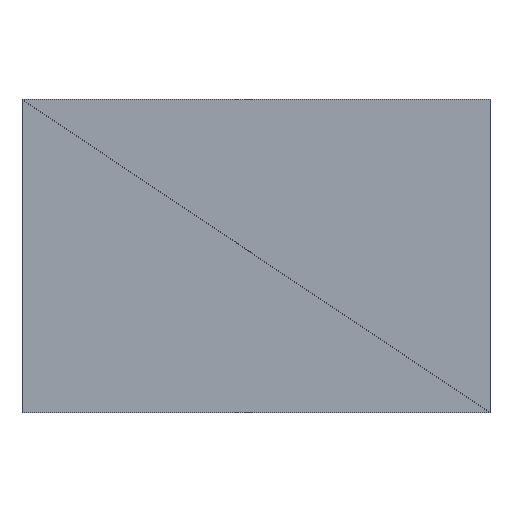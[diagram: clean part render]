
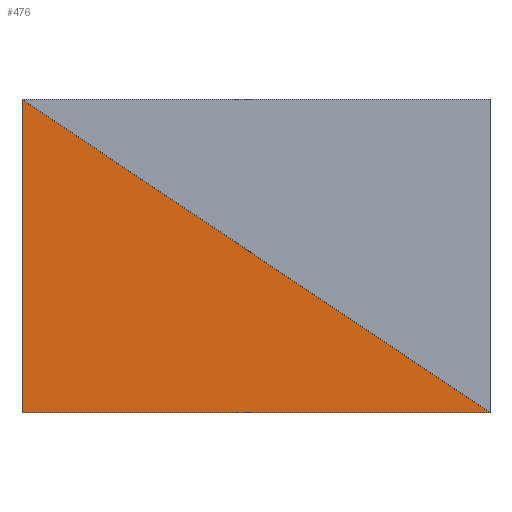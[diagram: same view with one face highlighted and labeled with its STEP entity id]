
A CAD part, left-side view. The second image highlights one B-rep face of the part: STEP entity #476.
In plain terms, the highlighted planar face has unit normal (-1, 0, 0).
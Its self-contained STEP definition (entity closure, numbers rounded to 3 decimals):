
#24 = VERTEX_POINT('',#25);
#25 = CARTESIAN_POINT('',(0.,8.97,6.));
#152 = PLANE('',#153);
#153 = AXIS2_PLACEMENT_3D('',#154,#155,#156);
#154 = CARTESIAN_POINT('',(0.,3.44,4.045));
#155 = DIRECTION('',(-1.,-0.,-0.));
#156 = DIRECTION('',(0.,0.,-1.));
#167 = VERTEX_POINT('',#168);
#168 = CARTESIAN_POINT('',(0.,0.,0.));
#290 = PLANE('',#291);
#291 = AXIS2_PLACEMENT_3D('',#292,#293,#294);
#292 = CARTESIAN_POINT('',(0.61,4.965,0.));
#293 = DIRECTION('',(-0.,-0.,-1.));
#294 = DIRECTION('',(-1.,0.,0.));
#325 = VERTEX_POINT('',#326);
#326 = CARTESIAN_POINT('',(0.,8.97,0.));
#340 = PLANE('',#341);
#341 = AXIS2_PLACEMENT_3D('',#342,#343,#344);
#342 = CARTESIAN_POINT('',(0.641,8.97,2.551)
  );
#343 = DIRECTION('',(0.,1.,0.));
#344 = DIRECTION('',(0.,-0.,1.));
#352 = EDGE_CURVE('',#167,#325,#353,.T.);
#353 = SURFACE_CURVE('',#354,(#358,#365),.PCURVE_S1.);
#354 = LINE('',#355,#356);
#355 = CARTESIAN_POINT('',(0.,0.,0.));
#356 = VECTOR('',#357,1.);
#357 = DIRECTION('',(0.,1.,0.));
#358 = PCURVE('',#290,#359);
#359 = DEFINITIONAL_REPRESENTATION('',(#360),#364);
#360 = LINE('',#361,#362);
#361 = CARTESIAN_POINT('',(0.61,-4.965));
#362 = VECTOR('',#363,1.);
#363 = DIRECTION('',(0.,1.));
#364 = ( GEOMETRIC_REPRESENTATION_CONTEXT(2) 
PARAMETRIC_REPRESENTATION_CONTEXT() REPRESENTATION_CONTEXT('2D SPACE',''
  ) );
#365 = PCURVE('',#366,#371);
#366 = PLANE('',#367);
#367 = AXIS2_PLACEMENT_3D('',#368,#369,#370);
#368 = CARTESIAN_POINT('',(0.,5.53,1.955));
#369 = DIRECTION('',(-1.,-0.,-0.));
#370 = DIRECTION('',(0.,0.,-1.));
#371 = DEFINITIONAL_REPRESENTATION('',(#372),#375);
#372 = B_SPLINE_CURVE_WITH_KNOTS('',1,(#373,#374),.UNSPECIFIED.,.F.,.F.,
  (2,2),(0.,8.97),.PIECEWISE_BEZIER_KNOTS.);
#373 = CARTESIAN_POINT('',(1.955,5.53));
#374 = CARTESIAN_POINT('',(1.955,-3.44));
#375 = ( GEOMETRIC_REPRESENTATION_CONTEXT(2) 
PARAMETRIC_REPRESENTATION_CONTEXT() REPRESENTATION_CONTEXT('2D SPACE',''
  ) );
#455 = EDGE_CURVE('',#325,#24,#456,.T.);
#456 = SURFACE_CURVE('',#457,(#461,#468),.PCURVE_S1.);
#457 = LINE('',#458,#459);
#458 = CARTESIAN_POINT('',(0.,8.97,0.));
#459 = VECTOR('',#460,1.);
#460 = DIRECTION('',(0.,0.,1.));
#461 = PCURVE('',#340,#462);
#462 = DEFINITIONAL_REPRESENTATION('',(#463),#467);
#463 = LINE('',#464,#465);
#464 = CARTESIAN_POINT('',(-2.551,-0.641));
#465 = VECTOR('',#466,1.);
#466 = DIRECTION('',(1.,0.));
#467 = ( GEOMETRIC_REPRESENTATION_CONTEXT(2) 
PARAMETRIC_REPRESENTATION_CONTEXT() REPRESENTATION_CONTEXT('2D SPACE',''
  ) );
#468 = PCURVE('',#366,#469);
#469 = DEFINITIONAL_REPRESENTATION('',(#470),#473);
#470 = B_SPLINE_CURVE_WITH_KNOTS('',1,(#471,#472),.UNSPECIFIED.,.F.,.F.,
  (2,2),(0.,6.),.PIECEWISE_BEZIER_KNOTS.);
#471 = CARTESIAN_POINT('',(1.955,-3.44));
#472 = CARTESIAN_POINT('',(-4.045,-3.44));
#473 = ( GEOMETRIC_REPRESENTATION_CONTEXT(2) 
PARAMETRIC_REPRESENTATION_CONTEXT() REPRESENTATION_CONTEXT('2D SPACE',''
  ) );
#476 = ADVANCED_FACE('',(#477),#366,.T.);
#477 = FACE_BOUND('',#478,.T.);
#478 = EDGE_LOOP('',(#479,#480,#500));
#479 = ORIENTED_EDGE('',*,*,#352,.F.);
#480 = ORIENTED_EDGE('',*,*,#481,.T.);
#481 = EDGE_CURVE('',#167,#24,#482,.T.);
#482 = SURFACE_CURVE('',#483,(#487,#494),.PCURVE_S1.);
#483 = LINE('',#484,#485);
#484 = CARTESIAN_POINT('',(0.,0.,0.));
#485 = VECTOR('',#486,1.);
#486 = DIRECTION('',(0.,0.831,0.556));
#487 = PCURVE('',#366,#488);
#488 = DEFINITIONAL_REPRESENTATION('',(#489),#493);
#489 = LINE('',#490,#491);
#490 = CARTESIAN_POINT('',(1.955,5.53));
#491 = VECTOR('',#492,1.);
#492 = DIRECTION('',(-0.556,-0.831));
#493 = ( GEOMETRIC_REPRESENTATION_CONTEXT(2) 
PARAMETRIC_REPRESENTATION_CONTEXT() REPRESENTATION_CONTEXT('2D SPACE',''
  ) );
#494 = PCURVE('',#152,#495);
#495 = DEFINITIONAL_REPRESENTATION('',(#496),#499);
#496 = B_SPLINE_CURVE_WITH_KNOTS('',1,(#497,#498),.UNSPECIFIED.,.F.,.F.,
  (2,2),(0.,10.792),.PIECEWISE_BEZIER_KNOTS.);
#497 = CARTESIAN_POINT('',(4.045,3.44));
#498 = CARTESIAN_POINT('',(-1.955,-5.53));
#499 = ( GEOMETRIC_REPRESENTATION_CONTEXT(2) 
PARAMETRIC_REPRESENTATION_CONTEXT() REPRESENTATION_CONTEXT('2D SPACE',''
  ) );
#500 = ORIENTED_EDGE('',*,*,#455,.F.);
